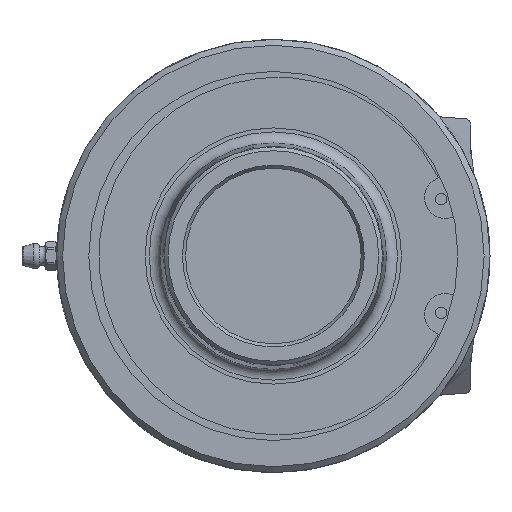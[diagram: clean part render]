
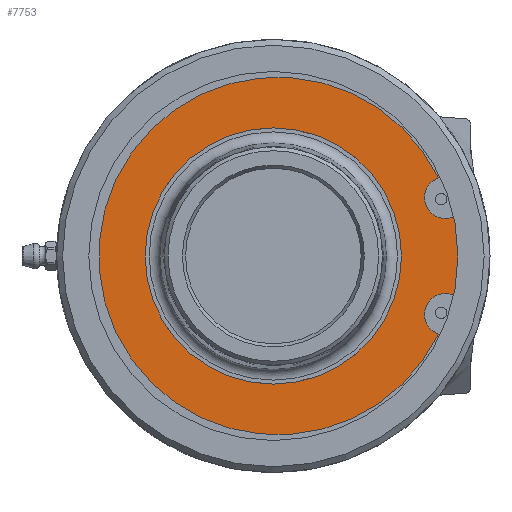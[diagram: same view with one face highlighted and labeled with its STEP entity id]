
A CAD part, left-side view. The second image highlights one B-rep face of the part: STEP entity #7753.
In plain terms, the highlighted planar face has unit normal (-1, 0, 0).
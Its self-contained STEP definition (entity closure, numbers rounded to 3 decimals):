
#329=PLANE('',#8356);
#666=FACE_BOUND('',#1213,.T.);
#736=FACE_OUTER_BOUND('',#1212,.T.);
#1212=EDGE_LOOP('',(#5705,#5706,#5707,#5708,#5709,#5710));
#1213=EDGE_LOOP('',(#5711,#5712));
#2056=LINE('',#15524,#2461);
#2057=LINE('',#15526,#2462);
#2461=VECTOR('',#9228,10.);
#2462=VECTOR('',#9229,10.);
#2959=CIRCLE('',#8355,53.8);
#2960=CIRCLE('',#8357,5.682);
#2961=CIRCLE('',#8358,48.478);
#2962=CIRCLE('',#8359,5.682);
#2963=CIRCLE('',#8360,34.75);
#2964=CIRCLE('',#8361,34.75);
#3501=VERTEX_POINT('',#15512);
#3505=VERTEX_POINT('',#15519);
#3506=VERTEX_POINT('',#15523);
#3507=VERTEX_POINT('',#15525);
#3508=VERTEX_POINT('',#15527);
#3509=VERTEX_POINT('',#15529);
#3510=VERTEX_POINT('',#15532);
#3511=VERTEX_POINT('',#15533);
#4367=EDGE_CURVE('',#3501,#3505,#2959,.T.);
#4368=EDGE_CURVE('',#3506,#3501,#2056,.T.);
#4369=EDGE_CURVE('',#3505,#3507,#2057,.T.);
#4370=EDGE_CURVE('',#3507,#3508,#2960,.T.);
#4371=EDGE_CURVE('',#3508,#3509,#2961,.T.);
#4372=EDGE_CURVE('',#3509,#3506,#2962,.T.);
#4373=EDGE_CURVE('',#3510,#3511,#2963,.T.);
#4374=EDGE_CURVE('',#3511,#3510,#2964,.T.);
#5705=ORIENTED_EDGE('',*,*,#4368,.T.);
#5706=ORIENTED_EDGE('',*,*,#4367,.T.);
#5707=ORIENTED_EDGE('',*,*,#4369,.T.);
#5708=ORIENTED_EDGE('',*,*,#4370,.T.);
#5709=ORIENTED_EDGE('',*,*,#4371,.T.);
#5710=ORIENTED_EDGE('',*,*,#4372,.T.);
#5711=ORIENTED_EDGE('',*,*,#4373,.T.);
#5712=ORIENTED_EDGE('',*,*,#4374,.T.);
#7753=ADVANCED_FACE('',(#736,#666),#329,.F.);
#8355=AXIS2_PLACEMENT_3D('',#15521,#9224,#9225);
#8356=AXIS2_PLACEMENT_3D('',#15522,#9226,#9227);
#8357=AXIS2_PLACEMENT_3D('',#15528,#9230,#9231);
#8358=AXIS2_PLACEMENT_3D('',#15530,#9232,#9233);
#8359=AXIS2_PLACEMENT_3D('',#15531,#9234,#9235);
#8360=AXIS2_PLACEMENT_3D('',#15534,#9236,#9237);
#8361=AXIS2_PLACEMENT_3D('',#15535,#9238,#9239);
#9224=DIRECTION('center_axis',(-1.,0.,0.));
#9225=DIRECTION('ref_axis',(0.,1.,0.));
#9226=DIRECTION('center_axis',(1.,0.,0.));
#9227=DIRECTION('ref_axis',(0.,0.,-1.));
#9228=DIRECTION('',(0.,-0.96,-0.281));
#9229=DIRECTION('',(0.,0.96,-0.281));
#9230=DIRECTION('center_axis',(1.,0.,0.));
#9231=DIRECTION('ref_axis',(0.,0.335,0.942));
#9232=DIRECTION('center_axis',(-1.,0.,0.));
#9233=DIRECTION('ref_axis',(0.,1.,0.));
#9234=DIRECTION('center_axis',(1.,0.,0.));
#9235=DIRECTION('ref_axis',(0.,-0.335,0.942));
#9236=DIRECTION('center_axis',(1.,0.,0.));
#9237=DIRECTION('ref_axis',(0.,-1.,0.));
#9238=DIRECTION('center_axis',(1.,0.,0.));
#9239=DIRECTION('ref_axis',(0.,-1.,0.));
#15512=CARTESIAN_POINT('',(10.375,-52.522,-11.656));
#15519=CARTESIAN_POINT('',(10.375,-52.522,11.656));
#15521=CARTESIAN_POINT('Origin',(10.375,0.,0.));
#15522=CARTESIAN_POINT('Origin',(10.375,26.9,0.));
#15523=CARTESIAN_POINT('',(10.375,-48.558,-10.495));
#15524=CARTESIAN_POINT('',(10.375,-14.375,-0.486));
#15525=CARTESIAN_POINT('',(10.375,-48.558,10.495));
#15526=CARTESIAN_POINT('',(10.375,-12.393,-0.094));
#15527=CARTESIAN_POINT('',(10.375,-44.751,21.202));
#15528=CARTESIAN_POINT('Origin',(10.375,-46.655,15.848));
#15529=CARTESIAN_POINT('',(10.375,-44.751,-21.202));
#15530=CARTESIAN_POINT('Origin',(10.375,-1.155,0.));
#15531=CARTESIAN_POINT('Origin',(10.375,-46.655,-15.848));
#15532=CARTESIAN_POINT('',(10.375,-34.75,0.));
#15533=CARTESIAN_POINT('',(10.375,34.75,0.));
#15534=CARTESIAN_POINT('Origin',(10.375,0.,0.));
#15535=CARTESIAN_POINT('Origin',(10.375,0.,0.));
